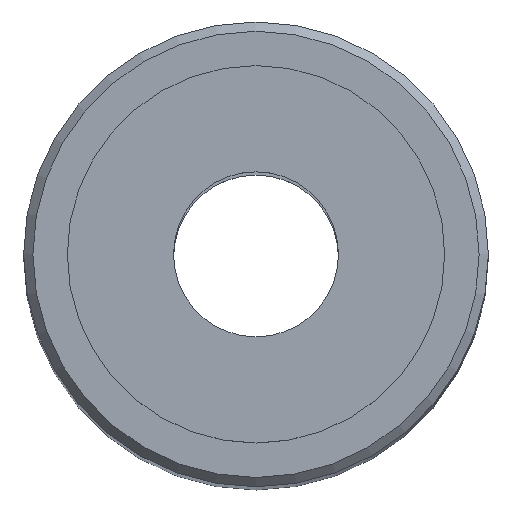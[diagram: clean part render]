
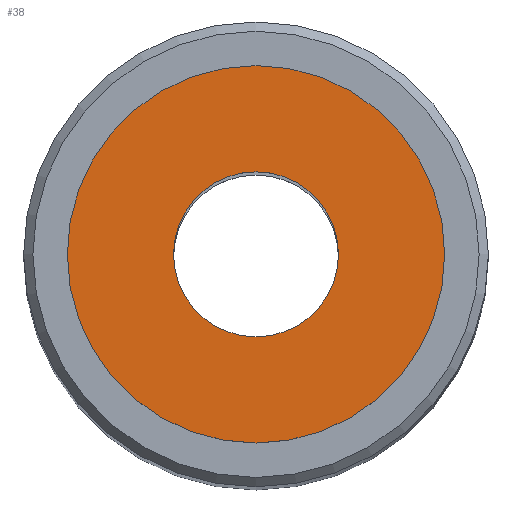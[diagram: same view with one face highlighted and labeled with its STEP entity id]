
A CAD part, top view. The second image highlights one B-rep face of the part: STEP entity #38.
In plain terms, the highlighted planar face has unit normal (0, 0, 1).
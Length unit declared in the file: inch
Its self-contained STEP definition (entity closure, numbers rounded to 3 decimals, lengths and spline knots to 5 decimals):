
#11 = EDGE_CURVE ( 'NONE', #202, #202, #361, .T. ) ;
#23 = DIRECTION ( 'NONE',  ( 0., 0., -1. ) ) ;
#38 = ADVANCED_FACE ( 'NONE', ( #336, #80 ), #220, .T. ) ;
#50 = CARTESIAN_POINT ( 'NONE',  ( 0., 0., 4.062 ) ) ;
#80 = FACE_OUTER_BOUND ( 'NONE', #211, .T. ) ;
#108 = EDGE_CURVE ( 'NONE', #287, #287, #309, .T. ) ;
#130 = DIRECTION ( 'NONE',  ( 0., 0., -1. ) ) ;
#141 = DIRECTION ( 'NONE',  ( 1., 0., 0. ) ) ;
#162 = DIRECTION ( 'NONE',  ( 0., 0., 1. ) ) ;
#175 = CARTESIAN_POINT ( 'NONE',  ( 0.406, 0., 4.062 ) ) ;
#177 = AXIS2_PLACEMENT_3D ( 'NONE', #190, #130, #273 ) ;
#190 = CARTESIAN_POINT ( 'NONE',  ( 0., 0., 4.062 ) ) ;
#193 = AXIS2_PLACEMENT_3D ( 'NONE', #342, #23, #141 ) ;
#195 = ORIENTED_EDGE ( 'NONE', *, *, #11, .F. ) ;
#202 = VERTEX_POINT ( 'NONE', #175 ) ;
#211 = EDGE_LOOP ( 'NONE', ( #195 ) ) ;
#220 = PLANE ( 'NONE',  #372 ) ;
#259 = CARTESIAN_POINT ( 'NONE',  ( 0.1775, 0., 4.062 ) ) ;
#273 = DIRECTION ( 'NONE',  ( 1., 0., 0. ) ) ;
#274 = DIRECTION ( 'NONE',  ( 1., 0., 0. ) ) ;
#287 = VERTEX_POINT ( 'NONE', #259 ) ;
#303 = ORIENTED_EDGE ( 'NONE', *, *, #108, .T. ) ;
#309 = CIRCLE ( 'NONE', #193, 0.1775 ) ;
#336 = FACE_BOUND ( 'NONE', #371, .T. ) ;
#342 = CARTESIAN_POINT ( 'NONE',  ( 0., 0., 4.062 ) ) ;
#361 = CIRCLE ( 'NONE', #177, 0.406 ) ;
#371 = EDGE_LOOP ( 'NONE', ( #303 ) ) ;
#372 = AXIS2_PLACEMENT_3D ( 'NONE', #50, #162, #274 ) ;
